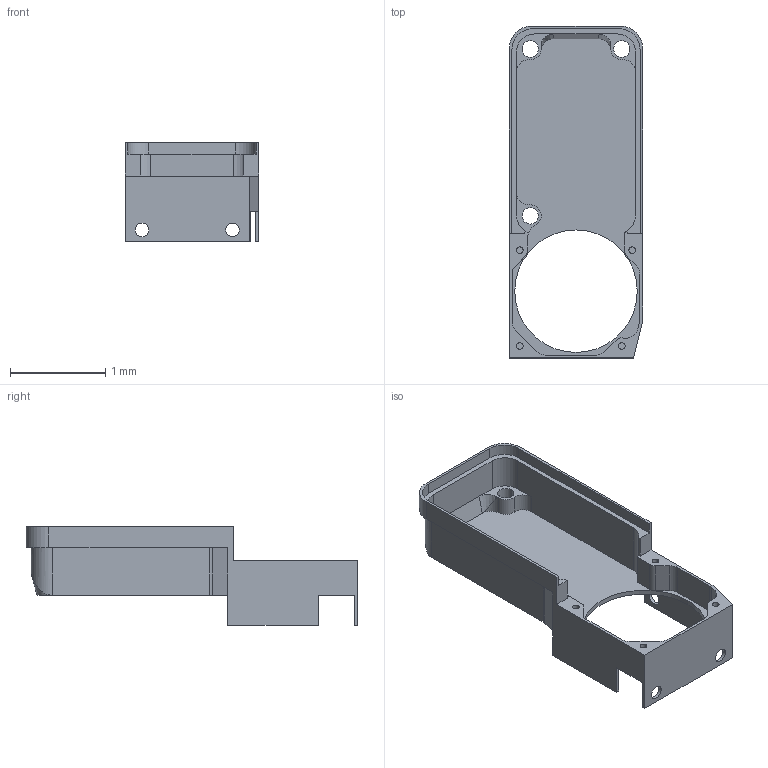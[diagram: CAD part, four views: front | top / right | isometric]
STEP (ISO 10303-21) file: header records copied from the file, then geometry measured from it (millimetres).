
FILE_DESCRIPTION(('produced by SPATIAL CORP'),'2;1');
FILE_NAME( 'sbrooks1.hh.sat.stp', '2002-04-19T09:53:51+00:00',('SPATIAL CORP'),('SPATIAL CORP'), 'ACIS STEP Husk','http://www.spatial.com','SPATIAL CORP');
FILE_SCHEMA(('CONFIG_CONTROL_DESIGN'));
Length unit declared in the file: millimetre
Products named in the file (1): PRODUCT_ID_1
Bounding box: 1.4 x 3.48 x 1.03 mm (x, y, z)
Volume: 0.5 mm3; surface area: 19.8 mm2
Topology: 1 solids, 1 shells, 116 faces, 342 edges, 232 vertices
Faces by surface type: plane 57, cylinder 53, cone 6
Entity records: 3879 total; most frequent: CARTESIAN_POINT 777, ORIENTED_EDGE 684, DIRECTION 581, EDGE_CURVE 342, VERTEX_POINT 232, VECTOR 199, LINE 199, AXIS2_PLACEMENT_3D 191
